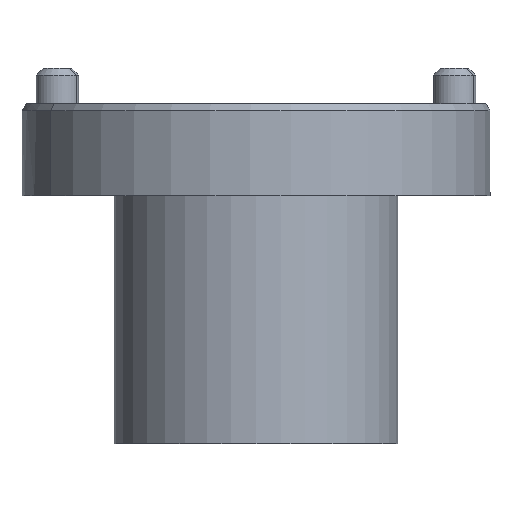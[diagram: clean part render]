
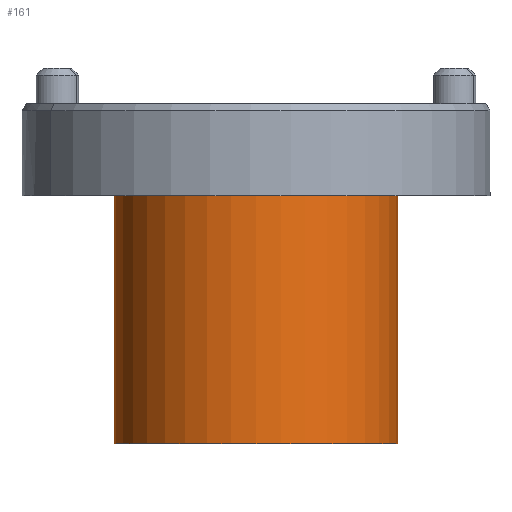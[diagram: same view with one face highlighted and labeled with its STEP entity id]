
A CAD part, front view. The second image highlights one B-rep face of the part: STEP entity #161.
In plain terms, the highlighted cylindrical face has radius 20 mm (diameter 40 mm), a partial arc.
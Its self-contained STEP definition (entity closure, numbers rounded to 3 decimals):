
#38 = VERTEX_POINT ( 'NONE', #542 ) ;
#43 = CARTESIAN_POINT ( 'NONE',  ( 0., 0., 0. ) ) ;
#135 = DIRECTION ( 'NONE',  ( 1., 0., 0. ) ) ;
#144 = CARTESIAN_POINT ( 'NONE',  ( 0., 0., -47.992 ) ) ;
#161 = ADVANCED_FACE ( 'NONE', ( #1215 ), #1203, .T. ) ;
#200 = VERTEX_POINT ( 'NONE', #1327 ) ;
#206 = VECTOR ( 'NONE', #1147, 1000. ) ;
#218 = CARTESIAN_POINT ( 'NONE',  ( -20., 0., -47.992 ) ) ;
#233 = VERTEX_POINT ( 'NONE', #1016 ) ;
#235 = CARTESIAN_POINT ( 'NONE',  ( -20., 0., -479.461 ) ) ;
#372 = CARTESIAN_POINT ( 'NONE',  ( 0., 0., -730.176 ) ) ;
#378 = CIRCLE ( 'NONE', #1322, 20. ) ;
#401 = ORIENTED_EDGE ( 'NONE', *, *, #591, .F. ) ;
#420 = CIRCLE ( 'NONE', #993, 20. ) ;
#473 = DIRECTION ( 'NONE',  ( 1., 0., 0. ) ) ;
#486 = DIRECTION ( 'NONE',  ( 0., 0., 1. ) ) ;
#495 = DIRECTION ( 'NONE',  ( 1., 0., 0. ) ) ;
#542 = CARTESIAN_POINT ( 'NONE',  ( -20., 0., 0. ) ) ;
#565 = DIRECTION ( 'NONE',  ( 0., 0., -1. ) ) ;
#580 = EDGE_LOOP ( 'NONE', ( #1045, #740, #808, #401 ) ) ;
#591 = EDGE_CURVE ( 'NONE', #38, #233, #420, .T. ) ;
#732 = CARTESIAN_POINT ( 'NONE',  ( 20., 0., -479.461 ) ) ;
#740 = ORIENTED_EDGE ( 'NONE', *, *, #1153, .T. ) ;
#775 = LINE ( 'NONE', #235, #779 ) ;
#779 = VECTOR ( 'NONE', #1169, 1000. ) ;
#784 = EDGE_CURVE ( 'NONE', #233, #200, #944, .T. ) ;
#793 = VERTEX_POINT ( 'NONE', #218 ) ;
#808 = ORIENTED_EDGE ( 'NONE', *, *, #784, .F. ) ;
#819 = EDGE_CURVE ( 'NONE', #38, #793, #775, .T. ) ;
#944 = LINE ( 'NONE', #732, #206 ) ;
#993 = AXIS2_PLACEMENT_3D ( 'NONE', #43, #486, #495 ) ;
#1016 = CARTESIAN_POINT ( 'NONE',  ( 20., 0., 0. ) ) ;
#1045 = ORIENTED_EDGE ( 'NONE', *, *, #819, .T. ) ;
#1068 = DIRECTION ( 'NONE',  ( 0., 0., 1. ) ) ;
#1077 = AXIS2_PLACEMENT_3D ( 'NONE', #372, #565, #473 ) ;
#1147 = DIRECTION ( 'NONE',  ( 0., 0., -1. ) ) ;
#1153 = EDGE_CURVE ( 'NONE', #793, #200, #378, .T. ) ;
#1169 = DIRECTION ( 'NONE',  ( 0., 0., -1. ) ) ;
#1203 = CYLINDRICAL_SURFACE ( 'NONE', #1077, 20. ) ;
#1215 = FACE_OUTER_BOUND ( 'NONE', #580, .T. ) ;
#1322 = AXIS2_PLACEMENT_3D ( 'NONE', #144, #1068, #135 ) ;
#1327 = CARTESIAN_POINT ( 'NONE',  ( 20., 0., -47.992 ) ) ;
